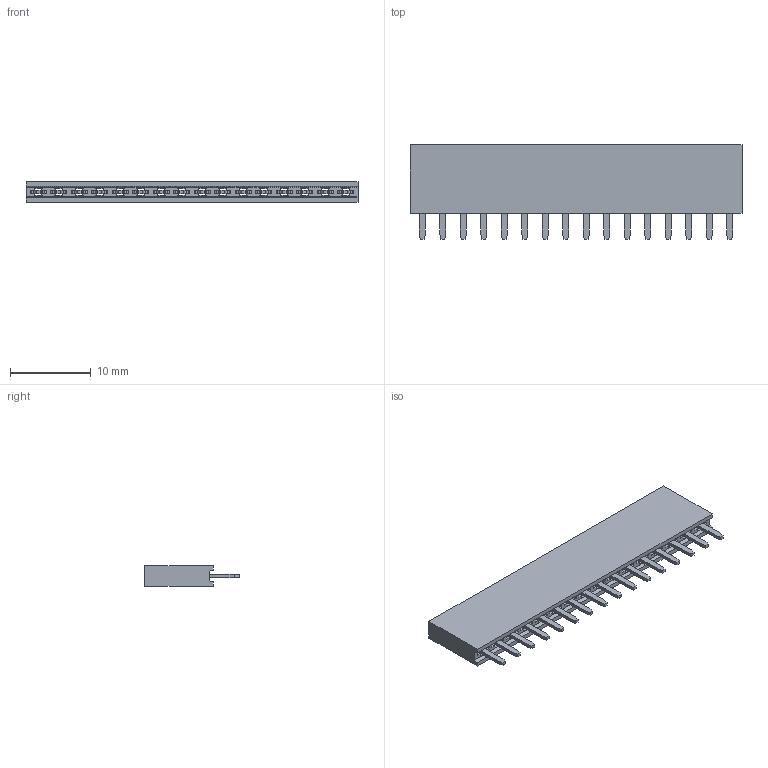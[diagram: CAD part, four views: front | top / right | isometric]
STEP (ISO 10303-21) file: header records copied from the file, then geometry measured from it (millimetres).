
FILE_DESCRIPTION(/* description */ ('STEP AP203'),/* implementation_level */ '2;1');
FILE_NAME(/* name */ 'C161LFBN-RC.stp',/* time_stamp */ '2023-10-22T10:44:04-04:00',/* author */ ('madis'),/* organization */ ('SULLINS'),/* preprocessor_version */ 'ST-DEVELOPER v19.2',/* originating_system */ 'Autodesk Inventor 2024',/* authorisation */ '');
FILE_SCHEMA (('AUTOMOTIVE_DESIGN { 1 0 10303 214 3 1 1 }'));
Length unit declared in the file: inch
Products named in the file (1): _ _ _C161LFBN-RC
Bounding box: 41.14 x 11.7 x 2.54 mm (x, y, z)
Volume: 736.9 mm3; surface area: 2303.3 mm2
Topology: 17 solids, 17 shells, 794 faces, 2232 edges, 1488 vertices
Faces by surface type: plane 618, cylinder 176
Entity records: 26313 total; most frequent: CARTESIAN_POINT 4515, ORIENTED_EDGE 4464, DIRECTION 4174, EDGE_CURVE 2232, LINE 1880, VECTOR 1880, VERTEX_POINT 1488, AXIS2_PLACEMENT_3D 1147
